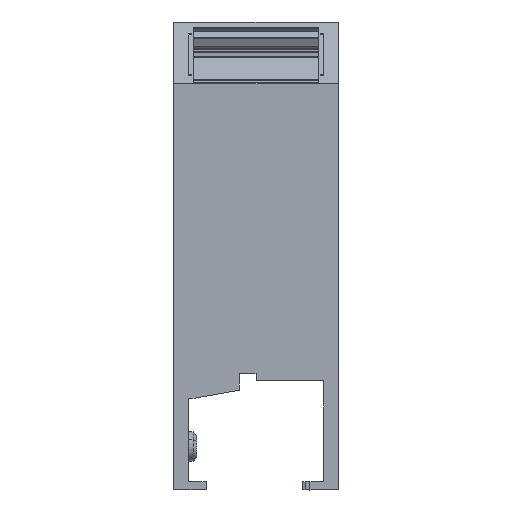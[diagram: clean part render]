
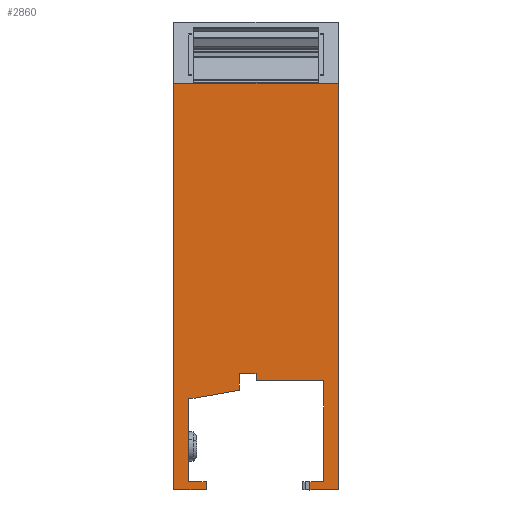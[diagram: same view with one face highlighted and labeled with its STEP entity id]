
A CAD part, left-side view. The second image highlights one B-rep face of the part: STEP entity #2860.
In plain terms, the highlighted planar face has unit normal (-1, 0, 0).
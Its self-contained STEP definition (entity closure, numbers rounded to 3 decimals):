
#2792=AXIS2_PLACEMENT_3D('Plane Axis2P3D',#2789,#2790,#2791) ;
#219=CARTESIAN_POINT('Vertex',(0.,12.5,7.65)) ;
#222=CARTESIAN_POINT('Line Origine',(0.,12.5,4.175)) ;
#226=CARTESIAN_POINT('Vertex',(0.,12.5,0.7)) ;
#303=CARTESIAN_POINT('Vertex',(0.,0.,0.)) ;
#306=CARTESIAN_POINT('Line Origine',(0.,1.175,0.)) ;
#310=CARTESIAN_POINT('Vertex',(0.,2.35,0.)) ;
#855=CARTESIAN_POINT('Line Origine',(0.,2.35,0.35)) ;
#859=CARTESIAN_POINT('Vertex',(0.,2.35,0.7)) ;
#1569=CARTESIAN_POINT('Vertex',(0.,13.7,33.898)) ;
#1572=CARTESIAN_POINT('Line Origine',(0.,6.85,33.898)) ;
#1576=CARTESIAN_POINT('Vertex',(0.,0.,33.898)) ;
#1943=CARTESIAN_POINT('Line Origine',(0.,0.,16.949)) ;
#2267=CARTESIAN_POINT('Line Origine',(0.,1.775,0.7)) ;
#2271=CARTESIAN_POINT('Vertex',(0.,1.2,0.7)) ;
#2308=CARTESIAN_POINT('Vertex',(0.,11.,0.7)) ;
#2311=CARTESIAN_POINT('Line Origine',(0.,11.,0.35)) ;
#2315=CARTESIAN_POINT('Vertex',(0.,11.,0.)) ;
#2337=CARTESIAN_POINT('Line Origine',(0.,12.35,0.)) ;
#2341=CARTESIAN_POINT('Vertex',(0.,13.7,0.)) ;
#2424=CARTESIAN_POINT('Line Origine',(0.,13.7,16.949)) ;
#2777=CARTESIAN_POINT('Line Origine',(0.,11.75,0.7)) ;
#2789=CARTESIAN_POINT('Axis2P3D Location',(0.,0.,0.)) ;
#2794=CARTESIAN_POINT('Line Origine',(0.,12.254,7.65)) ;
#2798=CARTESIAN_POINT('Vertex',(0.,12.009,7.65)) ;
#2801=CARTESIAN_POINT('Line Origine',(0.,10.119,7.983)) ;
#2805=CARTESIAN_POINT('Vertex',(0.,8.23,8.316)) ;
#2808=CARTESIAN_POINT('Line Origine',(0.,8.23,9.008)) ;
#2812=CARTESIAN_POINT('Vertex',(0.,8.23,9.7)) ;
#2815=CARTESIAN_POINT('Line Origine',(0.,7.54,9.7)) ;
#2819=CARTESIAN_POINT('Vertex',(0.,6.85,9.7)) ;
#2822=CARTESIAN_POINT('Line Origine',(0.,6.85,9.4)) ;
#2826=CARTESIAN_POINT('Vertex',(0.,6.85,9.1)) ;
#2829=CARTESIAN_POINT('Line Origine',(0.,4.025,9.1)) ;
#2833=CARTESIAN_POINT('Vertex',(0.,1.2,9.1)) ;
#2836=CARTESIAN_POINT('Line Origine',(0.,1.2,4.9)) ;
#223=DIRECTION('Vector Direction',(0.,0.,-1.)) ;
#307=DIRECTION('Vector Direction',(0.,1.,0.)) ;
#856=DIRECTION('Vector Direction',(0.,0.,1.)) ;
#1573=DIRECTION('Vector Direction',(0.,1.,0.)) ;
#1944=DIRECTION('Vector Direction',(0.,0.,-1.)) ;
#2268=DIRECTION('Vector Direction',(0.,-1.,0.)) ;
#2312=DIRECTION('Vector Direction',(0.,0.,-1.)) ;
#2338=DIRECTION('Vector Direction',(0.,1.,0.)) ;
#2425=DIRECTION('Vector Direction',(0.,0.,1.)) ;
#2778=DIRECTION('Vector Direction',(0.,-1.,0.)) ;
#2790=DIRECTION('Axis2P3D Direction',(-1.,0.,0.)) ;
#2791=DIRECTION('Axis2P3D XDirection',(0.,0.,1.)) ;
#2795=DIRECTION('Vector Direction',(0.,1.,0.)) ;
#2802=DIRECTION('Vector Direction',(0.,0.985,-0.174)) ;
#2809=DIRECTION('Vector Direction',(0.,0.,-1.)) ;
#2816=DIRECTION('Vector Direction',(0.,1.,0.)) ;
#2823=DIRECTION('Vector Direction',(0.,0.,1.)) ;
#2830=DIRECTION('Vector Direction',(0.,1.,0.)) ;
#2837=DIRECTION('Vector Direction',(0.,0.,1.)) ;
#224=VECTOR('Line Direction',#223,1.) ;
#308=VECTOR('Line Direction',#307,1.) ;
#857=VECTOR('Line Direction',#856,1.) ;
#1574=VECTOR('Line Direction',#1573,1.) ;
#1945=VECTOR('Line Direction',#1944,1.) ;
#2269=VECTOR('Line Direction',#2268,1.) ;
#2313=VECTOR('Line Direction',#2312,1.) ;
#2339=VECTOR('Line Direction',#2338,1.) ;
#2426=VECTOR('Line Direction',#2425,1.) ;
#2779=VECTOR('Line Direction',#2778,1.) ;
#2796=VECTOR('Line Direction',#2795,1.) ;
#2803=VECTOR('Line Direction',#2802,1.) ;
#2810=VECTOR('Line Direction',#2809,1.) ;
#2817=VECTOR('Line Direction',#2816,1.) ;
#2824=VECTOR('Line Direction',#2823,1.) ;
#2831=VECTOR('Line Direction',#2830,1.) ;
#2838=VECTOR('Line Direction',#2837,1.) ;
#2842=ORIENTED_EDGE('',*,*,#2428,.T.) ;
#2843=ORIENTED_EDGE('',*,*,#2343,.T.) ;
#2844=ORIENTED_EDGE('',*,*,#2317,.T.) ;
#2845=ORIENTED_EDGE('',*,*,#2781,.T.) ;
#2846=ORIENTED_EDGE('',*,*,#228,.T.) ;
#2847=ORIENTED_EDGE('',*,*,#2800,.T.) ;
#2848=ORIENTED_EDGE('',*,*,#2807,.T.) ;
#2849=ORIENTED_EDGE('',*,*,#2814,.T.) ;
#2850=ORIENTED_EDGE('',*,*,#2821,.T.) ;
#2851=ORIENTED_EDGE('',*,*,#2828,.T.) ;
#2852=ORIENTED_EDGE('',*,*,#2835,.T.) ;
#2853=ORIENTED_EDGE('',*,*,#2840,.T.) ;
#2854=ORIENTED_EDGE('',*,*,#2273,.T.) ;
#2855=ORIENTED_EDGE('',*,*,#861,.T.) ;
#2856=ORIENTED_EDGE('',*,*,#312,.T.) ;
#2857=ORIENTED_EDGE('',*,*,#1947,.T.) ;
#2858=ORIENTED_EDGE('',*,*,#1578,.T.) ;
#2860=ADVANCED_FACE('HOUSING',(#2859),#2793,.T.) ;
#228=EDGE_CURVE('',#227,#220,#225,.F.) ;
#312=EDGE_CURVE('',#311,#304,#309,.F.) ;
#861=EDGE_CURVE('',#860,#311,#858,.F.) ;
#1578=EDGE_CURVE('',#1577,#1570,#1575,.T.) ;
#1947=EDGE_CURVE('',#304,#1577,#1946,.F.) ;
#2273=EDGE_CURVE('',#2272,#860,#2270,.F.) ;
#2317=EDGE_CURVE('',#2316,#2309,#2314,.F.) ;
#2343=EDGE_CURVE('',#2342,#2316,#2340,.F.) ;
#2428=EDGE_CURVE('',#1570,#2342,#2427,.F.) ;
#2781=EDGE_CURVE('',#2309,#227,#2780,.F.) ;
#2800=EDGE_CURVE('',#220,#2799,#2797,.F.) ;
#2807=EDGE_CURVE('',#2799,#2806,#2804,.F.) ;
#2814=EDGE_CURVE('',#2806,#2813,#2811,.F.) ;
#2821=EDGE_CURVE('',#2813,#2820,#2818,.F.) ;
#2828=EDGE_CURVE('',#2820,#2827,#2825,.F.) ;
#2835=EDGE_CURVE('',#2827,#2834,#2832,.F.) ;
#2840=EDGE_CURVE('',#2834,#2272,#2839,.F.) ;
#2841=EDGE_LOOP('',(#2842,#2843,#2844,#2845,#2846,#2847,#2848,#2849,#2850,#2851,#2852,#2853,#2854,#2855,#2856,#2857,#2858)) ;
#2859=FACE_OUTER_BOUND('',#2841,.T.) ;
#225=LINE('Line',#222,#224) ;
#309=LINE('Line',#306,#308) ;
#858=LINE('Line',#855,#857) ;
#1575=LINE('Line',#1572,#1574) ;
#1946=LINE('Line',#1943,#1945) ;
#2270=LINE('Line',#2267,#2269) ;
#2314=LINE('Line',#2311,#2313) ;
#2340=LINE('Line',#2337,#2339) ;
#2427=LINE('Line',#2424,#2426) ;
#2780=LINE('Line',#2777,#2779) ;
#2797=LINE('Line',#2794,#2796) ;
#2804=LINE('Line',#2801,#2803) ;
#2811=LINE('Line',#2808,#2810) ;
#2818=LINE('Line',#2815,#2817) ;
#2825=LINE('Line',#2822,#2824) ;
#2832=LINE('Line',#2829,#2831) ;
#2839=LINE('Line',#2836,#2838) ;
#2793=PLANE('',#2792) ;
#220=VERTEX_POINT('',#219) ;
#227=VERTEX_POINT('',#226) ;
#304=VERTEX_POINT('',#303) ;
#311=VERTEX_POINT('',#310) ;
#860=VERTEX_POINT('',#859) ;
#1570=VERTEX_POINT('',#1569) ;
#1577=VERTEX_POINT('',#1576) ;
#2272=VERTEX_POINT('',#2271) ;
#2309=VERTEX_POINT('',#2308) ;
#2316=VERTEX_POINT('',#2315) ;
#2342=VERTEX_POINT('',#2341) ;
#2799=VERTEX_POINT('',#2798) ;
#2806=VERTEX_POINT('',#2805) ;
#2813=VERTEX_POINT('',#2812) ;
#2820=VERTEX_POINT('',#2819) ;
#2827=VERTEX_POINT('',#2826) ;
#2834=VERTEX_POINT('',#2833) ;
